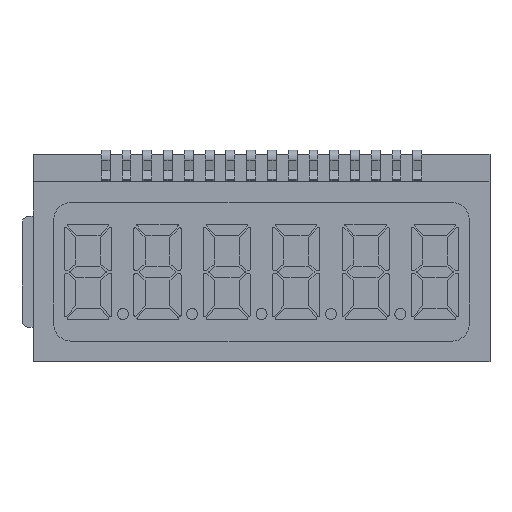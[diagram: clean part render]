
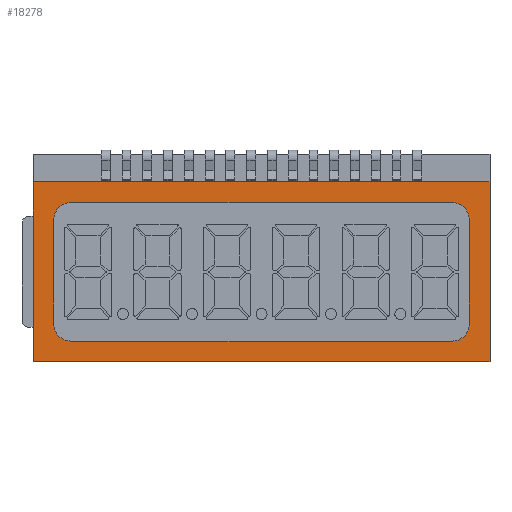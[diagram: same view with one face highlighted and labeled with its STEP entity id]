
A CAD part, top view. The second image highlights one B-rep face of the part: STEP entity #18278.
In plain terms, the highlighted planar face has unit normal (0, 0, 1).
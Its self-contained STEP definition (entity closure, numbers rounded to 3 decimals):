
#87 = ORIENTED_EDGE ( 'NONE', *, *, #20732, .T. ) ;
#166 = DIRECTION ( 'NONE',  ( 1., 0., 0. ) ) ;
#541 = CARTESIAN_POINT ( 'NONE',  ( 13.774, -3.774, 2.78 ) ) ;
#1127 = EDGE_CURVE ( 'NONE', #32363, #31088, #26778, .T. ) ;
#2337 = CARTESIAN_POINT ( 'NONE',  ( -15., 3.774, 2.78 ) ) ;
#2644 = EDGE_CURVE ( 'NONE', #33804, #30740, #15309, .T. ) ;
#2738 = AXIS2_PLACEMENT_3D ( 'NONE', #31893, #16019, #166 ) ;
#3048 = CARTESIAN_POINT ( 'NONE',  ( 16.5, 6.5, 2.78 ) ) ;
#3080 = VERTEX_POINT ( 'NONE', #3048 ) ;
#3205 = DIRECTION ( 'NONE',  ( 1., 0., 0. ) ) ;
#3440 = DIRECTION ( 'NONE',  ( -1., 0., 0. ) ) ;
#3565 = VECTOR ( 'NONE', #26689, 1000. ) ;
#4158 = VECTOR ( 'NONE', #3440, 1000. ) ;
#4741 = CARTESIAN_POINT ( 'NONE',  ( -16.5, -6.5, 2.78 ) ) ;
#4936 = DIRECTION ( 'NONE',  ( 0., 1., 0. ) ) ;
#6120 = EDGE_CURVE ( 'NONE', #31669, #26968, #27235, .T. ) ;
#6401 = DIRECTION ( 'NONE',  ( 1., 0., 0. ) ) ;
#6468 = EDGE_CURVE ( 'NONE', #30094, #33804, #34134, .T. ) ;
#6633 = CARTESIAN_POINT ( 'NONE',  ( -16.5, 6.5, 2.78 ) ) ;
#7581 = VERTEX_POINT ( 'NONE', #23038 ) ;
#8003 = ORIENTED_EDGE ( 'NONE', *, *, #13490, .F. ) ;
#8016 = EDGE_LOOP ( 'NONE', ( #32322, #24940, #8003, #34101, #10099, #28513, #16574, #17236 ) ) ;
#8361 = LINE ( 'NONE', #27077, #22479 ) ;
#8433 = AXIS2_PLACEMENT_3D ( 'NONE', #14483, #32988, #17119 ) ;
#8603 = FACE_OUTER_BOUND ( 'NONE', #31911, .T. ) ;
#10099 = ORIENTED_EDGE ( 'NONE', *, *, #2644, .F. ) ;
#10433 = VERTEX_POINT ( 'NONE', #6633 ) ;
#11180 = DIRECTION ( 'NONE',  ( 1., 0., 0. ) ) ;
#11450 = LINE ( 'NONE', #24000, #3565 ) ;
#11614 = VECTOR ( 'NONE', #32534, 1000. ) ;
#11999 = EDGE_CURVE ( 'NONE', #26968, #32363, #32720, .T. ) ;
#12140 = LINE ( 'NONE', #4741, #12995 ) ;
#12812 = DIRECTION ( 'NONE',  ( 0., 0., 1. ) ) ;
#12995 = VECTOR ( 'NONE', #25948, 1000. ) ;
#13490 = EDGE_CURVE ( 'NONE', #7581, #31669, #8361, .T. ) ;
#14221 = DIRECTION ( 'NONE',  ( 0., -1., 0. ) ) ;
#14269 = CIRCLE ( 'NONE', #8433, 1.226 ) ;
#14483 = CARTESIAN_POINT ( 'NONE',  ( -13.774, -3.774, 2.78 ) ) ;
#15204 = LINE ( 'NONE', #16272, #31773 ) ;
#15309 = LINE ( 'NONE', #27444, #21537 ) ;
#16019 = DIRECTION ( 'NONE',  ( 0., 0., 1. ) ) ;
#16272 = CARTESIAN_POINT ( 'NONE',  ( -16.5, 6.5, 2.78 ) ) ;
#16574 = ORIENTED_EDGE ( 'NONE', *, *, #29970, .F. ) ;
#16906 = CARTESIAN_POINT ( 'NONE',  ( 0., 0., 2.78 ) ) ;
#17119 = DIRECTION ( 'NONE',  ( -1., 0., 0. ) ) ;
#17236 = ORIENTED_EDGE ( 'NONE', *, *, #1127, .F. ) ;
#18148 = FACE_BOUND ( 'NONE', #8016, .T. ) ;
#18278 = ADVANCED_FACE ( 'NONE', ( #8603, #18148 ), #19590, .T. ) ;
#18792 = CARTESIAN_POINT ( 'NONE',  ( 15., -3.774, 2.78 ) ) ;
#18810 = DIRECTION ( 'NONE',  ( -1., 0., 0. ) ) ;
#19041 = DIRECTION ( 'NONE',  ( 0., 0., 1. ) ) ;
#19239 = EDGE_CURVE ( 'NONE', #10433, #30916, #11450, .T. ) ;
#19590 = PLANE ( 'NONE',  #31456 ) ;
#20361 = AXIS2_PLACEMENT_3D ( 'NONE', #28712, #12812, #31341 ) ;
#20567 = VERTEX_POINT ( 'NONE', #22625 ) ;
#20732 = EDGE_CURVE ( 'NONE', #20567, #3080, #23094, .T. ) ;
#21537 = VECTOR ( 'NONE', #14221, 1000. ) ;
#21987 = LINE ( 'NONE', #32503, #4158 ) ;
#22022 = CARTESIAN_POINT ( 'NONE',  ( 13.774, 5., 2.78 ) ) ;
#22274 = DIRECTION ( 'NONE',  ( 0., 0., 1. ) ) ;
#22479 = VECTOR ( 'NONE', #11180, 1000. ) ;
#22625 = CARTESIAN_POINT ( 'NONE',  ( 16.5, -6.5, 2.78 ) ) ;
#23038 = CARTESIAN_POINT ( 'NONE',  ( -13.774, -5., 2.78 ) ) ;
#23094 = LINE ( 'NONE', #23455, #30143 ) ;
#23338 = ORIENTED_EDGE ( 'NONE', *, *, #19239, .T. ) ;
#23455 = CARTESIAN_POINT ( 'NONE',  ( 16.5, 6.5, 2.78 ) ) ;
#23899 = ORIENTED_EDGE ( 'NONE', *, *, #31926, .T. ) ;
#24000 = CARTESIAN_POINT ( 'NONE',  ( -16.5, 6.5, 2.78 ) ) ;
#24580 = CARTESIAN_POINT ( 'NONE',  ( 15., 3.774, 2.78 ) ) ;
#24940 = ORIENTED_EDGE ( 'NONE', *, *, #6120, .F. ) ;
#25948 = DIRECTION ( 'NONE',  ( 1., 0., 0. ) ) ;
#26187 = EDGE_CURVE ( 'NONE', #30740, #7581, #14269, .T. ) ;
#26689 = DIRECTION ( 'NONE',  ( 0., -1., 0. ) ) ;
#26778 = CIRCLE ( 'NONE', #2738, 1.226 ) ;
#26968 = VERTEX_POINT ( 'NONE', #18792 ) ;
#27077 = CARTESIAN_POINT ( 'NONE',  ( -13.774, -5., 2.78 ) ) ;
#27235 = CIRCLE ( 'NONE', #31234, 1.226 ) ;
#27444 = CARTESIAN_POINT ( 'NONE',  ( -15., 3.774, 2.78 ) ) ;
#27673 = CARTESIAN_POINT ( 'NONE',  ( -13.774, 5., 2.78 ) ) ;
#27746 = CARTESIAN_POINT ( 'NONE',  ( 15., 3.774, 2.78 ) ) ;
#27813 = ORIENTED_EDGE ( 'NONE', *, *, #33364, .T. ) ;
#28513 = ORIENTED_EDGE ( 'NONE', *, *, #6468, .F. ) ;
#28712 = CARTESIAN_POINT ( 'NONE',  ( -13.774, 3.774, 2.78 ) ) ;
#29007 = CARTESIAN_POINT ( 'NONE',  ( -16.5, -6.5, 2.78 ) ) ;
#29970 = EDGE_CURVE ( 'NONE', #31088, #30094, #21987, .T. ) ;
#30094 = VERTEX_POINT ( 'NONE', #27673 ) ;
#30143 = VECTOR ( 'NONE', #4936, 1000. ) ;
#30740 = VERTEX_POINT ( 'NONE', #30956 ) ;
#30916 = VERTEX_POINT ( 'NONE', #29007 ) ;
#30956 = CARTESIAN_POINT ( 'NONE',  ( -15., -3.774, 2.78 ) ) ;
#31088 = VERTEX_POINT ( 'NONE', #22022 ) ;
#31234 = AXIS2_PLACEMENT_3D ( 'NONE', #541, #19041, #3205 ) ;
#31341 = DIRECTION ( 'NONE',  ( 1., 0., 0. ) ) ;
#31456 = AXIS2_PLACEMENT_3D ( 'NONE', #16906, #22274, #6401 ) ;
#31669 = VERTEX_POINT ( 'NONE', #32616 ) ;
#31773 = VECTOR ( 'NONE', #18810, 1000. ) ;
#31893 = CARTESIAN_POINT ( 'NONE',  ( 13.774, 3.774, 2.78 ) ) ;
#31911 = EDGE_LOOP ( 'NONE', ( #87, #27813, #23338, #23899 ) ) ;
#31926 = EDGE_CURVE ( 'NONE', #30916, #20567, #12140, .T. ) ;
#32322 = ORIENTED_EDGE ( 'NONE', *, *, #11999, .F. ) ;
#32363 = VERTEX_POINT ( 'NONE', #27746 ) ;
#32503 = CARTESIAN_POINT ( 'NONE',  ( -13.774, 5., 2.78 ) ) ;
#32534 = DIRECTION ( 'NONE',  ( 0., 1., 0. ) ) ;
#32616 = CARTESIAN_POINT ( 'NONE',  ( 13.774, -5., 2.78 ) ) ;
#32720 = LINE ( 'NONE', #24580, #11614 ) ;
#32988 = DIRECTION ( 'NONE',  ( 0., 0., 1. ) ) ;
#33364 = EDGE_CURVE ( 'NONE', #3080, #10433, #15204, .T. ) ;
#33804 = VERTEX_POINT ( 'NONE', #2337 ) ;
#34101 = ORIENTED_EDGE ( 'NONE', *, *, #26187, .F. ) ;
#34134 = CIRCLE ( 'NONE', #20361, 1.226 ) ;
